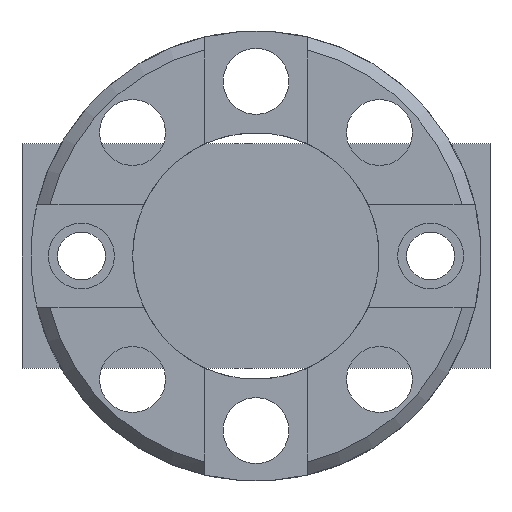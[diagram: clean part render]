
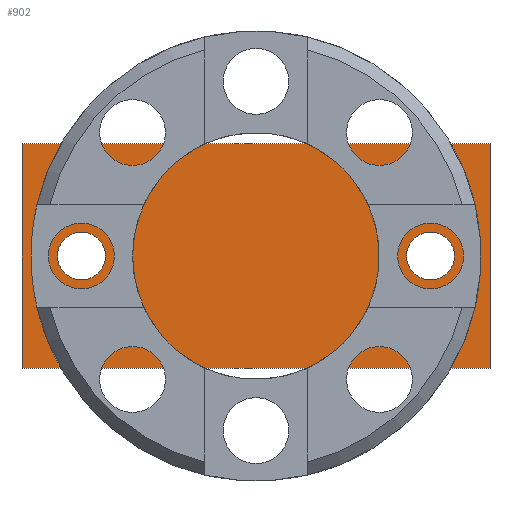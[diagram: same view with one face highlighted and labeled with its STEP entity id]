
A CAD part, front view. The second image highlights one B-rep face of the part: STEP entity #902.
In plain terms, the highlighted planar face has unit normal (0, -1, 0).
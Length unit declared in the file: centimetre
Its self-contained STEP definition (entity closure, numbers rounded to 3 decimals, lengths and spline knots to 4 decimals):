
#112=VECTOR('',#1036,1.);
#113=VECTOR('',#1037,1.);
#114=VECTOR('',#1038,1.);
#115=VECTOR('',#1039,1.);
#158=LINE('',#1208,#112);
#159=LINE('',#1211,#113);
#160=LINE('',#1213,#114);
#161=LINE('',#1215,#115);
#201=PLANE('',#955);
#217=VERTEX_POINT('',#1192);
#219=VERTEX_POINT('',#1197);
#224=VERTEX_POINT('',#1209);
#225=VERTEX_POINT('',#1210);
#226=VERTEX_POINT('',#1212);
#227=VERTEX_POINT('',#1214);
#307=CIRCLE('',#950,0.2019);
#309=CIRCLE('',#953,0.2019);
#340=EDGE_CURVE('',#217,#217,#307,.T.);
#342=EDGE_CURVE('',#219,#219,#309,.T.);
#347=EDGE_CURVE('',#224,#225,#158,.T.);
#348=EDGE_CURVE('',#226,#225,#159,.T.);
#349=EDGE_CURVE('',#226,#227,#160,.T.);
#350=EDGE_CURVE('',#227,#224,#161,.T.);
#465=ORIENTED_EDGE('',*,*,#347,.T.);
#466=ORIENTED_EDGE('',*,*,#348,.F.);
#467=ORIENTED_EDGE('',*,*,#349,.T.);
#468=ORIENTED_EDGE('',*,*,#350,.T.);
#469=ORIENTED_EDGE('',*,*,#342,.T.);
#470=ORIENTED_EDGE('',*,*,#340,.T.);
#694=EDGE_LOOP('',(#465,#466,#467,#468));
#695=EDGE_LOOP('',(#469));
#696=EDGE_LOOP('',(#470));
#800=FACE_BOUND('',#694,.T.);
#801=FACE_BOUND('',#695,.T.);
#802=FACE_BOUND('',#696,.T.);
#902=ADVANCED_FACE('',(#800,#801,#802),#201,.T.);
#950=AXIS2_PLACEMENT_3D('',#1191,#1022,#1023);
#953=AXIS2_PLACEMENT_3D('',#1196,#1028,#1029);
#955=AXIS2_PLACEMENT_3D('',#1207,#1035,$);
#1022=DIRECTION('',(0.,1.,0.));
#1023=DIRECTION('',(0.202,0.,0.));
#1028=DIRECTION('',(0.,1.,0.));
#1029=DIRECTION('',(0.202,0.,0.));
#1035=DIRECTION('',(0.,-1.,0.));
#1036=DIRECTION('',(-1.,0.,0.));
#1037=DIRECTION('',(0.,0.,1.));
#1038=DIRECTION('',(1.,0.,0.));
#1039=DIRECTION('',(0.,0.,1.));
#1191=CARTESIAN_POINT('',(-1.4732,-0.2388,0.));
#1192=CARTESIAN_POINT('',(-1.2713,-0.2388,0.));
#1196=CARTESIAN_POINT('',(1.4732,-0.2388,0.));
#1197=CARTESIAN_POINT('',(1.6751,-0.2388,0.));
#1207=CARTESIAN_POINT('',(0.,-0.2388,-0.9462));
#1208=CARTESIAN_POINT('',(-1.9749,-0.2388,0.9462));
#1209=CARTESIAN_POINT('',(1.9749,-0.2388,0.9462));
#1210=CARTESIAN_POINT('',(-1.9749,-0.2388,0.9462));
#1211=CARTESIAN_POINT('',(-1.9749,-0.2388,-0.9462));
#1212=CARTESIAN_POINT('',(-1.9749,-0.2388,-0.9462));
#1213=CARTESIAN_POINT('',(-1.9749,-0.2388,-0.9462));
#1214=CARTESIAN_POINT('',(1.9749,-0.2388,-0.9462));
#1215=CARTESIAN_POINT('',(1.9749,-0.2388,-0.9462));
